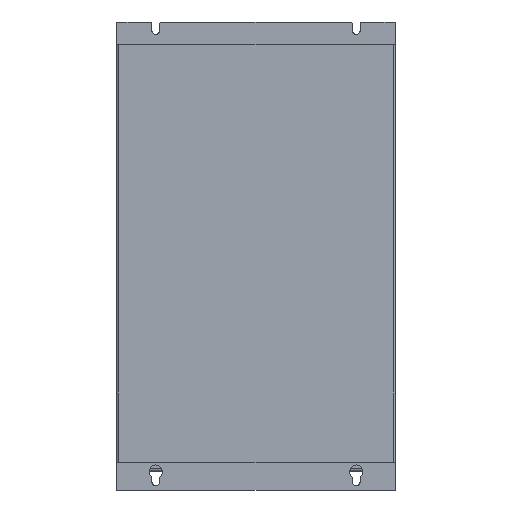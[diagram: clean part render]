
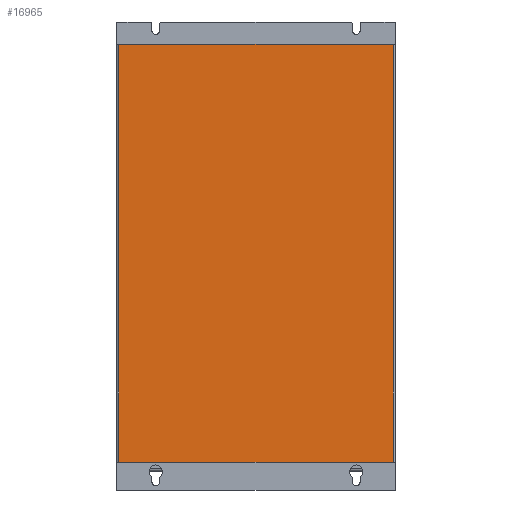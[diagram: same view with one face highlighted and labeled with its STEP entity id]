
A CAD part, front view. The second image highlights one B-rep face of the part: STEP entity #16965.
In plain terms, the highlighted planar face has unit normal (0, -1, 0).
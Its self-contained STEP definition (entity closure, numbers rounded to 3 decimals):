
#4039 = ORIENTED_EDGE ( 'NONE', *, *, #39759, .T. ) ;
#4870 = EDGE_CURVE ( 'NONE', #31081, #25856, #53824, .T. ) ;
#4887 = DIRECTION ( 'NONE',  ( -1., 0., 0. ) ) ;
#5893 = LINE ( 'NONE', #24125, #65227 ) ;
#12011 = LINE ( 'NONE', #37489, #68394 ) ;
#13423 = LINE ( 'NONE', #76127, #59823 ) ;
#14634 = DIRECTION ( 'NONE',  ( 0., 0., -1. ) ) ;
#16965 = ADVANCED_FACE ( 'NONE', ( #20350 ), #57949, .T. ) ;
#20350 = FACE_OUTER_BOUND ( 'NONE', #78598, .T. ) ;
#20892 = CARTESIAN_POINT ( 'NONE',  ( 123.3, 0., 190. ) ) ;
#24044 = VERTEX_POINT ( 'NONE', #64389 ) ;
#24125 = CARTESIAN_POINT ( 'NONE',  ( -61.65, 0., -185. ) ) ;
#25856 = VERTEX_POINT ( 'NONE', #59698 ) ;
#27060 = CARTESIAN_POINT ( 'NONE',  ( -123.3, 0., -185. ) ) ;
#27627 = DIRECTION ( 'NONE',  ( 0., -1., 0. ) ) ;
#31025 = DIRECTION ( 'NONE',  ( 0., 0., -1. ) ) ;
#31026 = EDGE_CURVE ( 'NONE', #25856, #64652, #12011, .T. ) ;
#31081 = VERTEX_POINT ( 'NONE', #20892 ) ;
#37489 = CARTESIAN_POINT ( 'NONE',  ( -123.3, 0., 210. ) ) ;
#37490 = EDGE_CURVE ( 'NONE', #31081, #24044, #13423, .T. ) ;
#39759 = EDGE_CURVE ( 'NONE', #64652, #24044, #5893, .T. ) ;
#45016 = CARTESIAN_POINT ( 'NONE',  ( -123.3, 0., 210. ) ) ;
#47996 = DIRECTION ( 'NONE',  ( 1., 0., 0. ) ) ;
#48549 = CARTESIAN_POINT ( 'NONE',  ( -61.65, 0., 190. ) ) ;
#48701 = ORIENTED_EDGE ( 'NONE', *, *, #4870, .T. ) ;
#50886 = VECTOR ( 'NONE', #4887, 1000. ) ;
#53824 = LINE ( 'NONE', #48549, #50886 ) ;
#54345 = ORIENTED_EDGE ( 'NONE', *, *, #31026, .T. ) ;
#57949 = PLANE ( 'NONE',  #64387 ) ;
#59698 = CARTESIAN_POINT ( 'NONE',  ( -123.3, 0., 190. ) ) ;
#59823 = VECTOR ( 'NONE', #14634, 1000. ) ;
#61271 = ORIENTED_EDGE ( 'NONE', *, *, #37490, .F. ) ;
#64387 = AXIS2_PLACEMENT_3D ( 'NONE', #45016, #27627, #76954 ) ;
#64389 = CARTESIAN_POINT ( 'NONE',  ( 123.3, 0., -185. ) ) ;
#64652 = VERTEX_POINT ( 'NONE', #27060 ) ;
#65227 = VECTOR ( 'NONE', #47996, 1000. ) ;
#68394 = VECTOR ( 'NONE', #31025, 1000. ) ;
#76127 = CARTESIAN_POINT ( 'NONE',  ( 123.3, 0., 210. ) ) ;
#76954 = DIRECTION ( 'NONE',  ( 0., 0., -1. ) ) ;
#78598 = EDGE_LOOP ( 'NONE', ( #4039, #61271, #48701, #54345 ) ) ;
